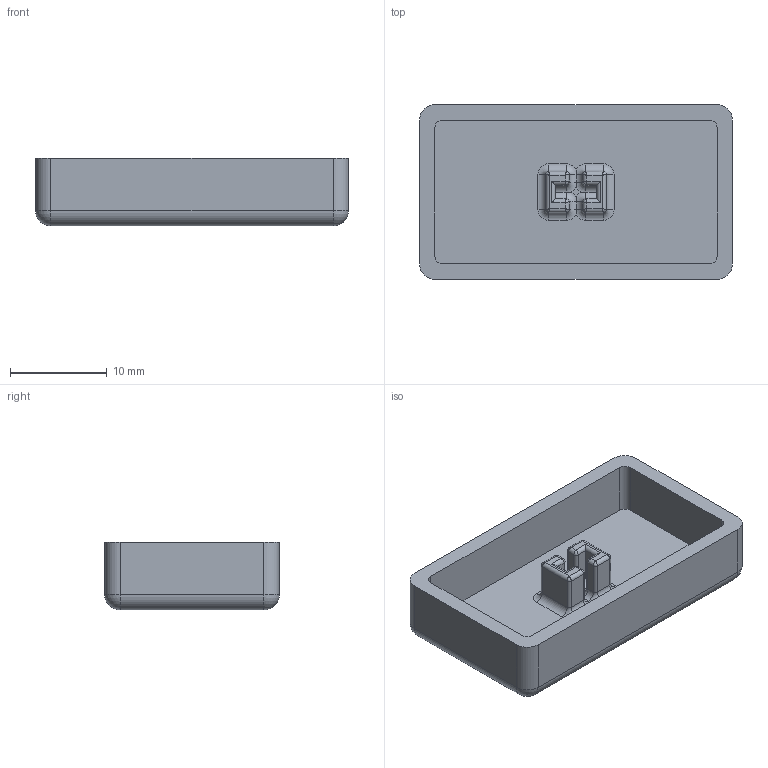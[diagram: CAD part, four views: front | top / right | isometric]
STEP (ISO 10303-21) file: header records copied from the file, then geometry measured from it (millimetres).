
FILE_DESCRIPTION(('HOOPS Exchange Step'),'2;1');
FILE_NAME('temp_export','2023-07-29T17:15:20-04:00',('jscotto'),('Shapr3D Limited'),'HOOPS Exchange 2023.1','Shapr3D','Authorized');
FILE_SCHEMA( ('AUTOMOTIVE_DESIGN { 1 0 10303 214 1 1 1 1 }') );
Length unit declared in the file: millimetre
Products named in the file (1): 1.75u
Bounding box: 32.34 x 18.05 x 7 mm (x, y, z)
Volume: 1760.8 mm3; surface area: 2372.1 mm2
Topology: 1 solids, 1 shells, 112 faces, 256 edges, 137 vertices
Faces by surface type: cylinder 54, plane 30, torus 12, bspline 12, sphere 4
Entity records: 4198 total; most frequent: CARTESIAN_POINT 1701, DIRECTION 560, ORIENTED_EDGE 490, EDGE_CURVE 245, AXIS2_PLACEMENT_3D 220, VERTEX_POINT 137, VECTOR 120, LINE 120
